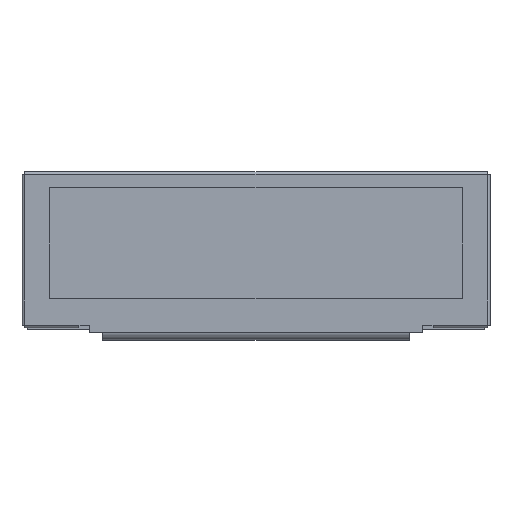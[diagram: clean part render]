
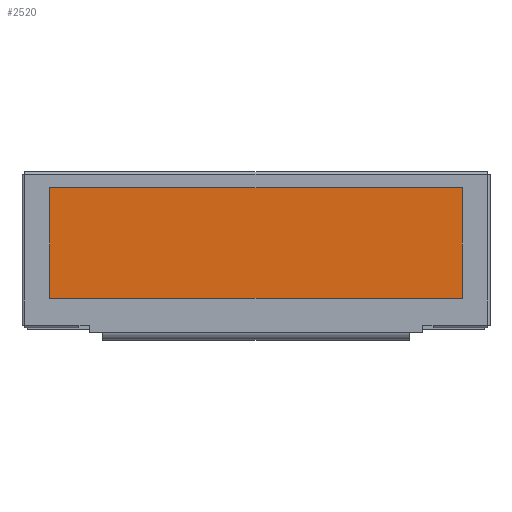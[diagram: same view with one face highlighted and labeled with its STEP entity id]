
A CAD part, top view. The second image highlights one B-rep face of the part: STEP entity #2520.
In plain terms, the highlighted planar face has unit normal (0, 0, 1).
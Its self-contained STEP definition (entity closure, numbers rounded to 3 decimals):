
#156=FACE_OUTER_BOUND('',#299,.T.);
#299=EDGE_LOOP('',(#1675,#1676,#1677,#1678));
#447=LINE('',#3649,#747);
#450=LINE('',#3655,#750);
#453=LINE('',#3661,#753);
#456=LINE('',#3665,#756);
#747=VECTOR('',#2912,10.);
#750=VECTOR('',#2917,10.);
#753=VECTOR('',#2922,10.);
#756=VECTOR('',#2927,10.);
#1047=VERTEX_POINT('',#3646);
#1048=VERTEX_POINT('',#3648);
#1050=VERTEX_POINT('',#3654);
#1052=VERTEX_POINT('',#3660);
#1285=EDGE_CURVE('',#1048,#1047,#447,.T.);
#1288=EDGE_CURVE('',#1050,#1048,#450,.T.);
#1291=EDGE_CURVE('',#1052,#1050,#453,.T.);
#1294=EDGE_CURVE('',#1047,#1052,#456,.T.);
#1675=ORIENTED_EDGE('',*,*,#1294,.T.);
#1676=ORIENTED_EDGE('',*,*,#1291,.T.);
#1677=ORIENTED_EDGE('',*,*,#1288,.T.);
#1678=ORIENTED_EDGE('',*,*,#1285,.T.);
#2415=PLANE('',#2692);
#2520=ADVANCED_FACE('',(#156),#2415,.T.);
#2692=AXIS2_PLACEMENT_3D('',#3666,#2928,#2929);
#2912=DIRECTION('',(1.,0.,0.));
#2917=DIRECTION('',(0.,-1.,0.));
#2922=DIRECTION('',(-1.,0.,0.));
#2927=DIRECTION('',(0.,1.,0.));
#2928=DIRECTION('center_axis',(0.,0.,1.));
#2929=DIRECTION('ref_axis',(1.,0.,0.));
#3646=CARTESIAN_POINT('',(40.542,-10.878,0.9));
#3648=CARTESIAN_POINT('',(-40.542,-10.878,0.9));
#3649=CARTESIAN_POINT('',(-40.542,-10.878,0.9));
#3654=CARTESIAN_POINT('',(-40.542,10.878,0.9));
#3655=CARTESIAN_POINT('',(-40.542,10.878,0.9));
#3660=CARTESIAN_POINT('',(40.542,10.878,0.9));
#3661=CARTESIAN_POINT('',(40.542,10.878,0.9));
#3665=CARTESIAN_POINT('',(40.542,-10.878,0.9));
#3666=CARTESIAN_POINT('Origin',(0.,0.,0.9));
